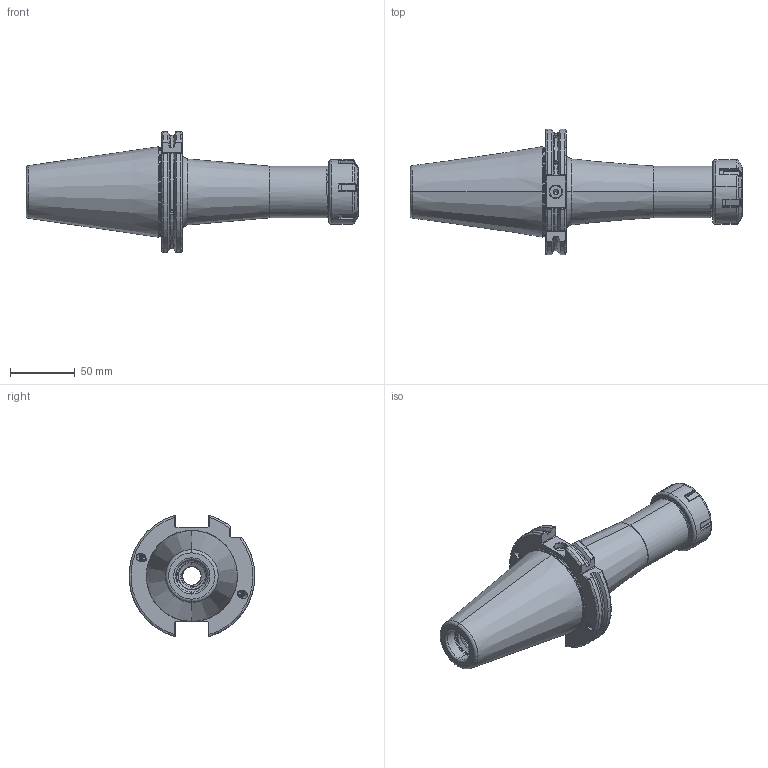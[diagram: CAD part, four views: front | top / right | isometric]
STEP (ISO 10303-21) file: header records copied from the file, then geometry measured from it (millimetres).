
FILE_DESCRIPTION (( 'STEP AP203' ), '1' );
FILE_NAME ('503.02.20.2.STEP', '2016-07-16T05:28:13', ( '' ), ( '' ), 'SwSTEP 2.0', 'SolidWorks 2012', '' );
FILE_SCHEMA (( 'CONFIG_CONTROL_DESIGN' ));
Length unit declared in the file: millimetre
Products named in the file (3): 2-01.100.0320230C7_ER32螺帽(六溝); 503.02.20.2
Assembly tree (2 placements, depth 2):
  503.02.20.2
    503.02.20.2
    2-01.100.0320230C7_ER32螺帽(六溝)
Bounding box: 257.03 x 97.33 x 93.81 mm (x, y, z)
Volume: 475293.8 mm3; surface area: 83732.1 mm2
Topology: 2 solids, 2 shells, 498 faces, 1287 edges, 786 vertices
Faces by surface type: cylinder 199, plane 100, bspline 94, torus 64, cone 41
Entity records: 37348 total; most frequent: CARTESIAN_POINT 26713, ORIENTED_EDGE 2550, DIRECTION 1656, EDGE_CURVE 1275, VERTEX_POINT 786, AXIS2_PLACEMENT_3D 641, EDGE_LOOP 515, ADVANCED_FACE 498
